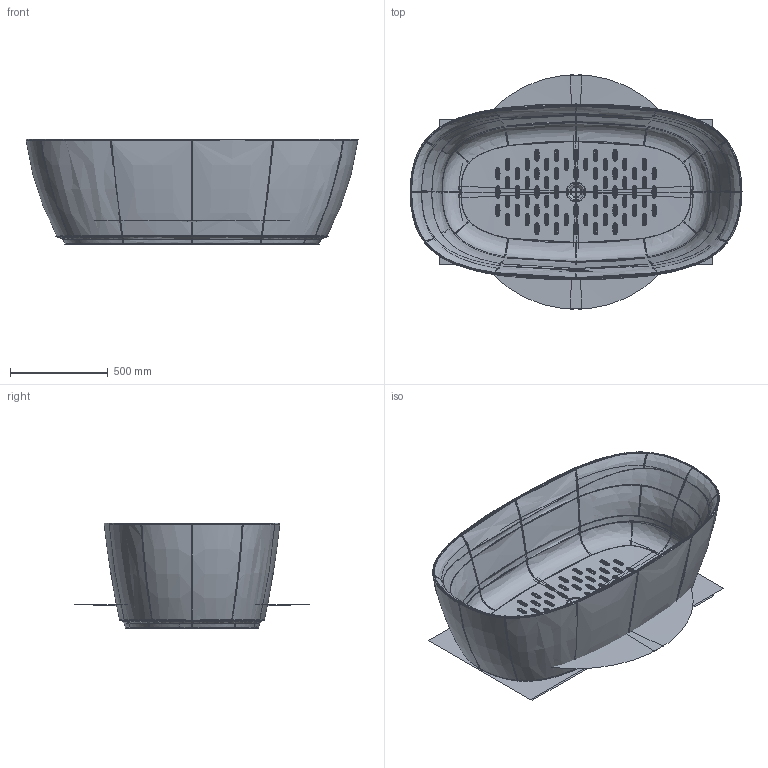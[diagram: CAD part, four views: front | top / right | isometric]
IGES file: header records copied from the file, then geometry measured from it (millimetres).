
Start section:  PTC IGES file: gix-bath-assy-190208.igs
Global section: file name: gix-bath-assy-190208.igs; native system: Creo Parametric by PTC Inc.; preprocessor: 2014440; author: 10114733; organization: Unknown; date: 20200122.093647; units: millimetre
Bounding box: 1700 x 1199.57 x 540.17 mm (x, y, z)
Surface area: 12619995.6 mm2 (no closed solid volume)
Topology: 0 solids, 0 shells, 6636 faces, 85206 edges, 109236 vertices
Faces by surface type: bspline 6556, revolution 64, extrusion 16
